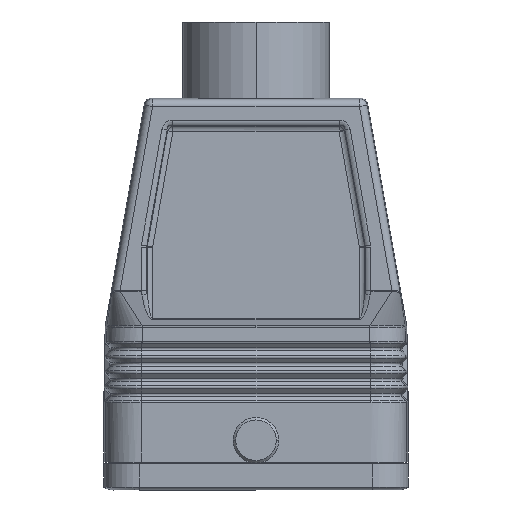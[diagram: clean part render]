
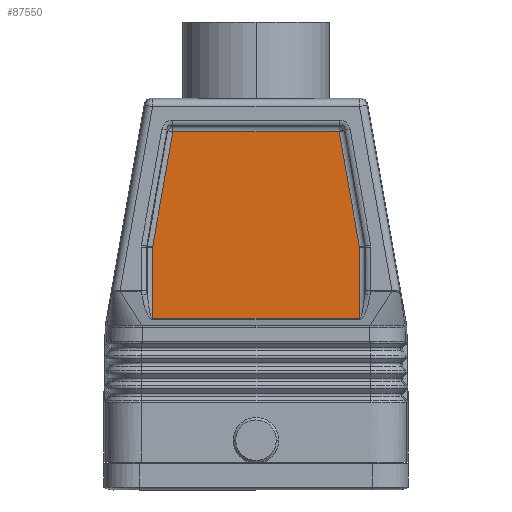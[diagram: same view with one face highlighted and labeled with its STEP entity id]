
A CAD part, left-side view. The second image highlights one B-rep face of the part: STEP entity #87550.
In plain terms, the highlighted planar face has unit normal (-1, 0, 0).
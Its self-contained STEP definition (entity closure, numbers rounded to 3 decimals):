
#87000=CARTESIAN_POINT('',(27.874,64.361,
44.579));
#87010=DIRECTION('',(1.,0.,0.));
#87020=DIRECTION('',(0.,1.,0.));
#87030=AXIS2_PLACEMENT_3D('',#87000,#87010,#87020);
#87040=PLANE('',#87030);
#87050=CARTESIAN_POINT('',(27.874,70.699,12.));
#87060=DIRECTION('',(0.,0.,1.));
#87070=VECTOR('',#87060,1.);
#87080=LINE('',#87050,#87070);
#87090=CARTESIAN_POINT('',(27.874,70.699,
28.587));
#87100=VERTEX_POINT('',#87090);
#87110=CARTESIAN_POINT('',(27.874,70.699,
42.627));
#87120=VERTEX_POINT('',#87110);
#87130=EDGE_CURVE('',#87100,#87120,#87080,.T.);
#87140=ORIENTED_EDGE('',*,*,#87130,.F.);
#87150=CARTESIAN_POINT('',(27.874,76.099,12.));
#87160=DIRECTION('',(0.,-0.174,0.985));
#87170=VECTOR('',#87160,1.);
#87180=LINE('',#87150,#87170);
#87190=CARTESIAN_POINT('',(27.874,66.687,
65.379));
#87200=VERTEX_POINT('',#87190);
#87210=EDGE_CURVE('',#87120,#87200,#87180,.T.);
#87220=ORIENTED_EDGE('',*,*,#87210,.F.);
#87230=CARTESIAN_POINT('',(27.874,0.,65.379));
#87240=DIRECTION('',(0.,-1.,0.));
#87250=VECTOR('',#87240,1.);
#87260=LINE('',#87230,#87250);
#87270=CARTESIAN_POINT('',(27.874,33.933,
65.379));
#87280=VERTEX_POINT('',#87270);
#87290=EDGE_CURVE('',#87200,#87280,#87260,.T.);
#87300=ORIENTED_EDGE('',*,*,#87290,.F.);
#87310=CARTESIAN_POINT('',(27.874,24.521,12.));
#87320=DIRECTION('',(0.,-0.174,
-0.985));
#87330=VECTOR('',#87320,1.);
#87340=LINE('',#87310,#87330);
#87350=CARTESIAN_POINT('',(27.874,29.921,
42.627));
#87360=VERTEX_POINT('',#87350);
#87370=EDGE_CURVE('',#87280,#87360,#87340,.T.);
#87380=ORIENTED_EDGE('',*,*,#87370,.F.);
#87390=CARTESIAN_POINT('',(27.874,29.921,12.));
#87400=DIRECTION('',(0.,0.,-1.));
#87410=VECTOR('',#87400,1.);
#87420=LINE('',#87390,#87410);
#87430=CARTESIAN_POINT('',(27.874,29.921,
28.587));
#87440=VERTEX_POINT('',#87430);
#87450=EDGE_CURVE('',#87360,#87440,#87420,.T.);
#87460=ORIENTED_EDGE('',*,*,#87450,.F.);
#87470=CARTESIAN_POINT('',(27.874,0.,28.587));
#87480=DIRECTION('',(0.,1.,0.));
#87490=VECTOR('',#87480,1.);
#87500=LINE('',#87470,#87490);
#87510=EDGE_CURVE('',#87440,#87100,#87500,.T.);
#87520=ORIENTED_EDGE('',*,*,#87510,.F.);
#87530=EDGE_LOOP('',(#87520,#87460,#87380,#87300,#87220,#87140));
#87540=FACE_OUTER_BOUND('',#87530,.T.);
#87550=ADVANCED_FACE('',(#87540),#87040,.F.);
